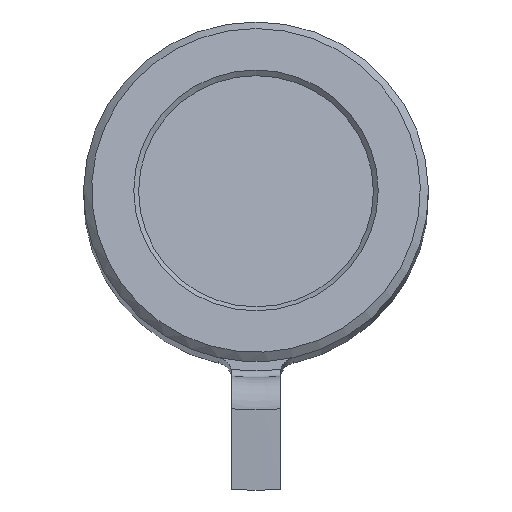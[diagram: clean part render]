
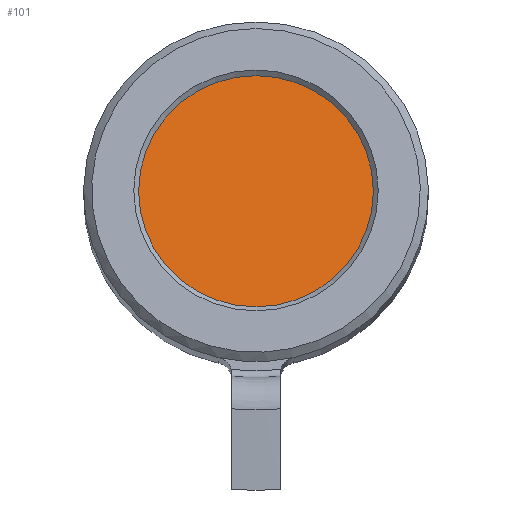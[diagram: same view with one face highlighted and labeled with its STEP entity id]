
A CAD part, left-side view. The second image highlights one B-rep face of the part: STEP entity #101.
In plain terms, the highlighted planar face has unit normal (-0.985, 0, 0.174).
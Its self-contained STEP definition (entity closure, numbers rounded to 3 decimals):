
#58=FACE_OUTER_BOUND('',#165,.T.);
#101=ADVANCED_FACE('',(#58),#117,.T.);
#117=PLANE('',#437);
#165=EDGE_LOOP('',(#221));
#221=ORIENTED_EDGE('',*,*,#357,.T.);
#318=VERTEX_POINT('',#678);
#357=EDGE_CURVE('',#318,#318,#398,.T.);
#398=CIRCLE('',#435,7.25);
#435=AXIS2_PLACEMENT_3D('',#677,#521,#522);
#437=AXIS2_PLACEMENT_3D('',#680,#525,#526);
#521=DIRECTION('',(-0.985,0.,0.174));
#522=DIRECTION('',(0.174,0.,0.985));
#525=DIRECTION('',(-0.985,0.,0.174));
#526=DIRECTION('',(0.174,0.,0.985));
#677=CARTESIAN_POINT('',(13.596,0.,-0.123));
#678=CARTESIAN_POINT('',(14.855,0.,7.017));
#680=CARTESIAN_POINT('',(13.596,0.,-0.123));
